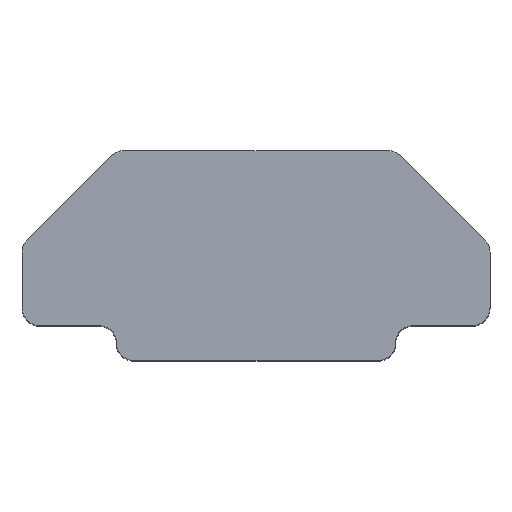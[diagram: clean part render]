
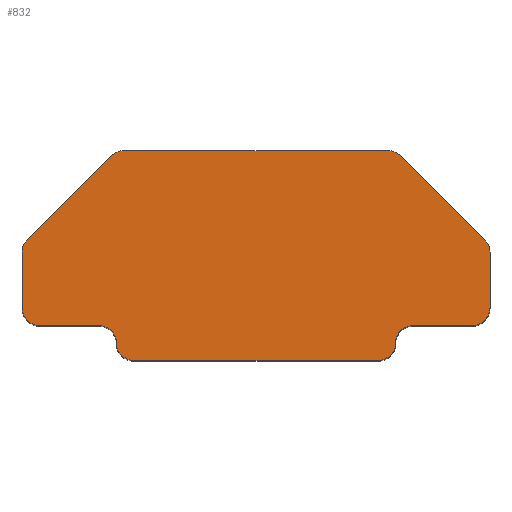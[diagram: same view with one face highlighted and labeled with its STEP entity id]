
A CAD part, top view. The second image highlights one B-rep face of the part: STEP entity #832.
In plain terms, the highlighted planar face has unit normal (0, 0, 1).
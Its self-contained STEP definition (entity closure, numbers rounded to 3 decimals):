
#7 = CARTESIAN_POINT ( 'NONE',  ( 6.2, 1., 15. ) ) ;
#13 = CIRCLE ( 'NONE', #159, 0.5 ) ;
#17 = EDGE_CURVE ( 'NONE', #662, #583, #514, .T. ) ;
#22 = CARTESIAN_POINT ( 'NONE',  ( -3.793, 6., 15. ) ) ;
#32 = EDGE_CURVE ( 'NONE', #137, #444, #13, .T. ) ;
#45 = DIRECTION ( 'NONE',  ( 1., 0., 0. ) ) ;
#46 = EDGE_CURVE ( 'NONE', #444, #517, #123, .T. ) ;
#58 = VERTEX_POINT ( 'NONE', #927 ) ;
#63 = AXIS2_PLACEMENT_3D ( 'NONE', #663, #320, #45 ) ;
#69 = CARTESIAN_POINT ( 'NONE',  ( -3.5, 0., 15. ) ) ;
#71 = AXIS2_PLACEMENT_3D ( 'NONE', #172, #384, #587 ) ;
#72 = VERTEX_POINT ( 'NONE', #69 ) ;
#73 = CARTESIAN_POINT ( 'NONE',  ( 6.2, 3.093, 15. ) ) ;
#74 = EDGE_CURVE ( 'NONE', #517, #256, #753, .T. ) ;
#75 = CARTESIAN_POINT ( 'NONE',  ( 4., 0.5, 15. ) ) ;
#95 = DIRECTION ( 'NONE',  ( 0., -1., 0. ) ) ;
#99 = VECTOR ( 'NONE', #769, 1000. ) ;
#101 = VECTOR ( 'NONE', #511, 1000. ) ;
#105 = CARTESIAN_POINT ( 'NONE',  ( -6.554, 3.446, 15. ) ) ;
#111 = LINE ( 'NONE', #369, #99 ) ;
#115 = VERTEX_POINT ( 'NONE', #847 ) ;
#117 = AXIS2_PLACEMENT_3D ( 'NONE', #138, #430, #218 ) ;
#119 = CARTESIAN_POINT ( 'NONE',  ( 6.7, 1.5, 15. ) ) ;
#120 = DIRECTION ( 'NONE',  ( 1., 0., 0. ) ) ;
#123 = LINE ( 'NONE', #911, #334 ) ;
#133 = VECTOR ( 'NONE', #900, 1000. ) ;
#137 = VERTEX_POINT ( 'NONE', #7 ) ;
#138 = CARTESIAN_POINT ( 'NONE',  ( -4.5, 0.5, 15. ) ) ;
#143 = DIRECTION ( 'NONE',  ( 1., 0., 0. ) ) ;
#146 = ORIENTED_EDGE ( 'NONE', *, *, #217, .T. ) ;
#149 = CARTESIAN_POINT ( 'NONE',  ( -3.793, 5.5, 15. ) ) ;
#155 = DIRECTION ( 'NONE',  ( 0., 0., 1. ) ) ;
#159 = AXIS2_PLACEMENT_3D ( 'NONE', #496, #424, #570 ) ;
#163 = CARTESIAN_POINT ( 'NONE',  ( -6.7, 1., 15. ) ) ;
#165 = EDGE_CURVE ( 'NONE', #656, #175, #775, .T. ) ;
#171 = CARTESIAN_POINT ( 'NONE',  ( -4.146, 5.854, 15. ) ) ;
#172 = CARTESIAN_POINT ( 'NONE',  ( 3.5, 0.5, 15. ) ) ;
#175 = VERTEX_POINT ( 'NONE', #441 ) ;
#176 = VECTOR ( 'NONE', #95, 1000. ) ;
#177 = ORIENTED_EDGE ( 'NONE', *, *, #857, .T. ) ;
#179 = DIRECTION ( 'NONE',  ( -0.707, -0.707, 0. ) ) ;
#184 = DIRECTION ( 'NONE',  ( 1., 0., 0. ) ) ;
#190 = CIRCLE ( 'NONE', #749, 0.5 ) ;
#208 = DIRECTION ( 'NONE',  ( 0., 0., 1. ) ) ;
#217 = EDGE_CURVE ( 'NONE', #583, #72, #244, .T. ) ;
#218 = DIRECTION ( 'NONE',  ( 1., 0., 0. ) ) ;
#220 = AXIS2_PLACEMENT_3D ( 'NONE', #149, #782, #855 ) ;
#225 = EDGE_CURVE ( 'NONE', #317, #367, #839, .T. ) ;
#234 = CARTESIAN_POINT ( 'NONE',  ( -4.5, 1., 15. ) ) ;
#244 = CIRCLE ( 'NONE', #658, 0.5 ) ;
#247 = ORIENTED_EDGE ( 'NONE', *, *, #360, .T. ) ;
#252 = CARTESIAN_POINT ( 'NONE',  ( -6.2, 3.093, 15. ) ) ;
#256 = VERTEX_POINT ( 'NONE', #640 ) ;
#266 = LINE ( 'NONE', #558, #133 ) ;
#271 = VERTEX_POINT ( 'NONE', #572 ) ;
#277 = CARTESIAN_POINT ( 'NONE',  ( -4., 0.5, 15. ) ) ;
#280 = ORIENTED_EDGE ( 'NONE', *, *, #46, .T. ) ;
#282 = AXIS2_PLACEMENT_3D ( 'NONE', #432, #155, #636 ) ;
#291 = LINE ( 'NONE', #163, #176 ) ;
#294 = EDGE_CURVE ( 'NONE', #58, #808, #291, .T. ) ;
#305 = EDGE_CURVE ( 'NONE', #115, #662, #909, .T. ) ;
#317 = VERTEX_POINT ( 'NONE', #22 ) ;
#320 = DIRECTION ( 'NONE',  ( 0., 0., -1. ) ) ;
#325 = ORIENTED_EDGE ( 'NONE', *, *, #605, .T. ) ;
#327 = ORIENTED_EDGE ( 'NONE', *, *, #621, .T. ) ;
#332 = CARTESIAN_POINT ( 'NONE',  ( 0., 0., 15. ) ) ;
#333 = CIRCLE ( 'NONE', #645, 0.5 ) ;
#334 = VECTOR ( 'NONE', #701, 1000. ) ;
#355 = ORIENTED_EDGE ( 'NONE', *, *, #17, .T. ) ;
#359 = DIRECTION ( 'NONE',  ( 1., 0., 0. ) ) ;
#360 = EDGE_CURVE ( 'NONE', #594, #271, #593, .T. ) ;
#367 = VERTEX_POINT ( 'NONE', #171 ) ;
#369 = CARTESIAN_POINT ( 'NONE',  ( 4., 1., 15. ) ) ;
#371 = ORIENTED_EDGE ( 'NONE', *, *, #458, .T. ) ;
#384 = DIRECTION ( 'NONE',  ( 0., 0., 1. ) ) ;
#385 = VERTEX_POINT ( 'NONE', #105 ) ;
#391 = LINE ( 'NONE', #886, #725 ) ;
#407 = EDGE_LOOP ( 'NONE', ( #487, #455, #247, #325, #414, #280, #464, #777, #479, #371, #926, #177, #531, #585, #327, #819, #355, #146 ) ) ;
#411 = PLANE ( 'NONE',  #736 ) ;
#412 = CARTESIAN_POINT ( 'NONE',  ( 6.7, 3.3, 15. ) ) ;
#414 = ORIENTED_EDGE ( 'NONE', *, *, #32, .T. ) ;
#424 = DIRECTION ( 'NONE',  ( 0., 0., 1. ) ) ;
#430 = DIRECTION ( 'NONE',  ( 0., 0., -1. ) ) ;
#432 = CARTESIAN_POINT ( 'NONE',  ( 3.793, 5.5, 15. ) ) ;
#441 = CARTESIAN_POINT ( 'NONE',  ( 3.793, 6., 15. ) ) ;
#444 = VERTEX_POINT ( 'NONE', #119 ) ;
#451 = LINE ( 'NONE', #412, #538 ) ;
#455 = ORIENTED_EDGE ( 'NONE', *, *, #677, .T. ) ;
#458 = EDGE_CURVE ( 'NONE', #175, #317, #266, .T. ) ;
#464 = ORIENTED_EDGE ( 'NONE', *, *, #74, .T. ) ;
#479 = ORIENTED_EDGE ( 'NONE', *, *, #165, .T. ) ;
#487 = ORIENTED_EDGE ( 'NONE', *, *, #562, .T. ) ;
#496 = CARTESIAN_POINT ( 'NONE',  ( 6.2, 1.5, 15. ) ) ;
#506 = CARTESIAN_POINT ( 'NONE',  ( -3.5, 0.5, 15. ) ) ;
#509 = EDGE_CURVE ( 'NONE', #256, #656, #451, .T. ) ;
#511 = DIRECTION ( 'NONE',  ( 1., 0., 0. ) ) ;
#514 = CIRCLE ( 'NONE', #117, 0.5 ) ;
#517 = VERTEX_POINT ( 'NONE', #548 ) ;
#518 = VERTEX_POINT ( 'NONE', #613 ) ;
#531 = ORIENTED_EDGE ( 'NONE', *, *, #845, .T. ) ;
#538 = VECTOR ( 'NONE', #907, 1000. ) ;
#548 = CARTESIAN_POINT ( 'NONE',  ( 6.7, 3.093, 15. ) ) ;
#558 = CARTESIAN_POINT ( 'NONE',  ( 4., 6., 15. ) ) ;
#562 = EDGE_CURVE ( 'NONE', #72, #518, #850, .T. ) ;
#570 = DIRECTION ( 'NONE',  ( 1., 0., 0. ) ) ;
#572 = CARTESIAN_POINT ( 'NONE',  ( 4.5, 1., 15. ) ) ;
#583 = VERTEX_POINT ( 'NONE', #277 ) ;
#585 = ORIENTED_EDGE ( 'NONE', *, *, #294, .T. ) ;
#587 = DIRECTION ( 'NONE',  ( 1., 0., 0. ) ) ;
#593 = CIRCLE ( 'NONE', #63, 0.5 ) ;
#594 = VERTEX_POINT ( 'NONE', #75 ) ;
#605 = EDGE_CURVE ( 'NONE', #271, #137, #111, .T. ) ;
#613 = CARTESIAN_POINT ( 'NONE',  ( 3.5, 0., 15. ) ) ;
#621 = EDGE_CURVE ( 'NONE', #808, #115, #333, .T. ) ;
#631 = DIRECTION ( 'NONE',  ( 0., 0., 1. ) ) ;
#636 = DIRECTION ( 'NONE',  ( 1., 0., 0. ) ) ;
#640 = CARTESIAN_POINT ( 'NONE',  ( 6.554, 3.446, 15. ) ) ;
#645 = AXIS2_PLACEMENT_3D ( 'NONE', #919, #631, #359 ) ;
#656 = VERTEX_POINT ( 'NONE', #773 ) ;
#658 = AXIS2_PLACEMENT_3D ( 'NONE', #506, #790, #791 ) ;
#662 = VERTEX_POINT ( 'NONE', #234 ) ;
#663 = CARTESIAN_POINT ( 'NONE',  ( 4.5, 0.5, 15. ) ) ;
#671 = DIRECTION ( 'NONE',  ( 0., 0., 1. ) ) ;
#677 = EDGE_CURVE ( 'NONE', #518, #594, #837, .T. ) ;
#701 = DIRECTION ( 'NONE',  ( 0., 1., 0. ) ) ;
#704 = DIRECTION ( 'NONE',  ( 1., 0., 0. ) ) ;
#725 = VECTOR ( 'NONE', #179, 1000. ) ;
#736 = AXIS2_PLACEMENT_3D ( 'NONE', #332, #671, #120 ) ;
#745 = DIRECTION ( 'NONE',  ( 0., 0., 1. ) ) ;
#748 = CARTESIAN_POINT ( 'NONE',  ( -6.7, 1.5, 15. ) ) ;
#749 = AXIS2_PLACEMENT_3D ( 'NONE', #252, #745, #184 ) ;
#752 = FACE_OUTER_BOUND ( 'NONE', #407, .T. ) ;
#753 = CIRCLE ( 'NONE', #818, 0.5 ) ;
#769 = DIRECTION ( 'NONE',  ( 1., 0., 0. ) ) ;
#773 = CARTESIAN_POINT ( 'NONE',  ( 4.146, 5.854, 15. ) ) ;
#775 = CIRCLE ( 'NONE', #282, 0.5 ) ;
#777 = ORIENTED_EDGE ( 'NONE', *, *, #509, .T. ) ;
#782 = DIRECTION ( 'NONE',  ( 0., 0., 1. ) ) ;
#790 = DIRECTION ( 'NONE',  ( 0., 0., 1. ) ) ;
#791 = DIRECTION ( 'NONE',  ( 1., 0., 0. ) ) ;
#808 = VERTEX_POINT ( 'NONE', #748 ) ;
#818 = AXIS2_PLACEMENT_3D ( 'NONE', #73, #208, #704 ) ;
#819 = ORIENTED_EDGE ( 'NONE', *, *, #305, .T. ) ;
#831 = CARTESIAN_POINT ( 'NONE',  ( -4., 0., 15. ) ) ;
#832 = ADVANCED_FACE ( 'NONE', ( #752 ), #411, .T. ) ;
#837 = CIRCLE ( 'NONE', #71, 0.5 ) ;
#839 = CIRCLE ( 'NONE', #220, 0.5 ) ;
#845 = EDGE_CURVE ( 'NONE', #385, #58, #190, .T. ) ;
#847 = CARTESIAN_POINT ( 'NONE',  ( -6.2, 1., 15. ) ) ;
#850 = LINE ( 'NONE', #831, #859 ) ;
#855 = DIRECTION ( 'NONE',  ( 1., 0., 0. ) ) ;
#857 = EDGE_CURVE ( 'NONE', #367, #385, #391, .T. ) ;
#859 = VECTOR ( 'NONE', #143, 1000. ) ;
#876 = CARTESIAN_POINT ( 'NONE',  ( -6.7, 1., 15. ) ) ;
#886 = CARTESIAN_POINT ( 'NONE',  ( -6.7, 3.3, 15. ) ) ;
#900 = DIRECTION ( 'NONE',  ( -1., 0., 0. ) ) ;
#907 = DIRECTION ( 'NONE',  ( -0.707, 0.707, 0. ) ) ;
#909 = LINE ( 'NONE', #876, #101 ) ;
#911 = CARTESIAN_POINT ( 'NONE',  ( 6.7, 1., 15. ) ) ;
#919 = CARTESIAN_POINT ( 'NONE',  ( -6.2, 1.5, 15. ) ) ;
#926 = ORIENTED_EDGE ( 'NONE', *, *, #225, .T. ) ;
#927 = CARTESIAN_POINT ( 'NONE',  ( -6.7, 3.093, 15. ) ) ;
